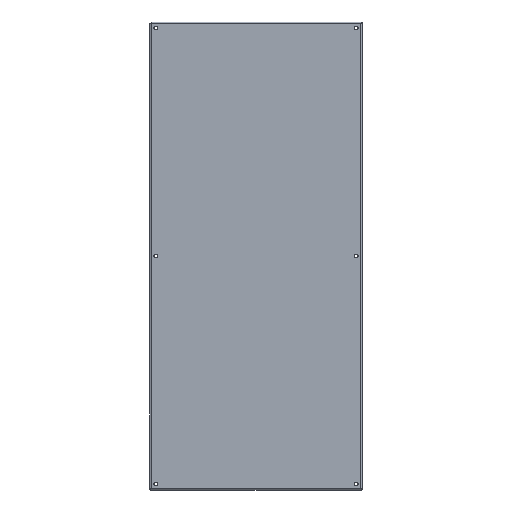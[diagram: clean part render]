
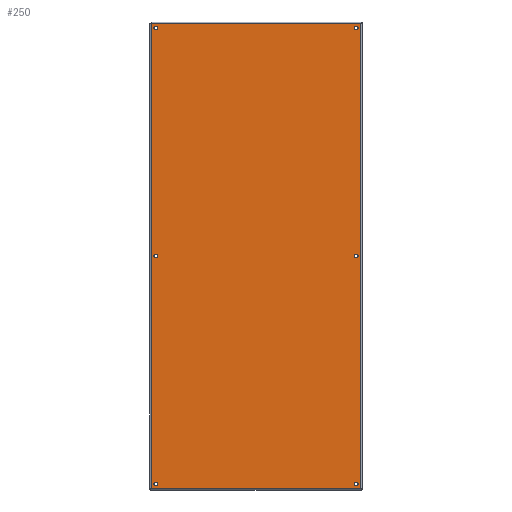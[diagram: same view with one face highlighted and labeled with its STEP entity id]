
A CAD part, front view. The second image highlights one B-rep face of the part: STEP entity #250.
In plain terms, the highlighted planar face has unit normal (0, -1, 0).
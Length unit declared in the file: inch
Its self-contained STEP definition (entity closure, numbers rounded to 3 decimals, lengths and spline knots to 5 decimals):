
#25 = CARTESIAN_POINT ( 'NONE',  ( -15.2525, 0., -33.815 ) ) ;
#34 = CIRCLE ( 'NONE', #2401, 0.28125 ) ;
#68 = CARTESIAN_POINT ( 'NONE',  ( 14.5625, 0., -0.28125 ) ) ;
#88 = EDGE_CURVE ( 'NONE', #2434, #2311, #285, .T. ) ;
#103 = CARTESIAN_POINT ( 'NONE',  ( 14.5625, 0., 32.84375 ) ) ;
#112 = EDGE_LOOP ( 'NONE', ( #2158, #1540 ) ) ;
#129 = ORIENTED_EDGE ( 'NONE', *, *, #1885, .T. ) ;
#132 = CIRCLE ( 'NONE', #806, 0.28125 ) ;
#182 = ORIENTED_EDGE ( 'NONE', *, *, #88, .T. ) ;
#187 = EDGE_CURVE ( 'NONE', #1894, #2131, #34, .T. ) ;
#198 = DIRECTION ( 'NONE',  ( 0., 1., 0. ) ) ;
#199 = DIRECTION ( 'NONE',  ( 0., 1., 0. ) ) ;
#204 = ORIENTED_EDGE ( 'NONE', *, *, #1334, .T. ) ;
#220 = CARTESIAN_POINT ( 'NONE',  ( -14.5625, 0., 33.40625 ) ) ;
#238 = ORIENTED_EDGE ( 'NONE', *, *, #419, .T. ) ;
#240 = ORIENTED_EDGE ( 'NONE', *, *, #526, .T. ) ;
#250 = ADVANCED_FACE ( 'NONE', ( #1873, #1674, #1367, #1956, #2133, #855, #710 ), #2109, .T. ) ;
#275 = EDGE_CURVE ( 'NONE', #1008, #347, #2346, .T. ) ;
#285 = CIRCLE ( 'NONE', #1705, 0.28125 ) ;
#294 = CARTESIAN_POINT ( 'NONE',  ( 15.2525, 0., -33.815 ) ) ;
#296 = AXIS2_PLACEMENT_3D ( 'NONE', #2116, #959, #393 ) ;
#297 = ORIENTED_EDGE ( 'NONE', *, *, #2396, .T. ) ;
#313 = ORIENTED_EDGE ( 'NONE', *, *, #1715, .T. ) ;
#330 = CARTESIAN_POINT ( 'NONE',  ( 14.5625, 0., -32.84375 ) ) ;
#333 = DIRECTION ( 'NONE',  ( 1., 0., 0. ) ) ;
#338 = CARTESIAN_POINT ( 'NONE',  ( 14.5625, 0., 33.125 ) ) ;
#347 = VERTEX_POINT ( 'NONE', #615 ) ;
#354 = AXIS2_PLACEMENT_3D ( 'NONE', #2242, #1488, #1675 ) ;
#355 = DIRECTION ( 'NONE',  ( 0., 0., 1. ) ) ;
#390 = AXIS2_PLACEMENT_3D ( 'NONE', #1007, #1582, #2374 ) ;
#393 = DIRECTION ( 'NONE',  ( 0., 0., -1. ) ) ;
#399 = ORIENTED_EDGE ( 'NONE', *, *, #633, .T. ) ;
#401 = DIRECTION ( 'NONE',  ( 0., 0., 1. ) ) ;
#419 = EDGE_CURVE ( 'NONE', #2286, #573, #1615, .T. ) ;
#424 = DIRECTION ( 'NONE',  ( 0., 1., 0. ) ) ;
#525 = VERTEX_POINT ( 'NONE', #1777 ) ;
#526 = EDGE_CURVE ( 'NONE', #347, #1008, #1442, .T. ) ;
#540 = DIRECTION ( 'NONE',  ( 0., 0., 1. ) ) ;
#573 = VERTEX_POINT ( 'NONE', #1030 ) ;
#590 = DIRECTION ( 'NONE',  ( 0., 0., 1. ) ) ;
#602 = EDGE_CURVE ( 'NONE', #2311, #2434, #1086, .T. ) ;
#604 = AXIS2_PLACEMENT_3D ( 'NONE', #1621, #2425, #1414 ) ;
#615 = CARTESIAN_POINT ( 'NONE',  ( -14.5625, 0., 32.84375 ) ) ;
#633 = EDGE_CURVE ( 'NONE', #848, #1491, #132, .T. ) ;
#643 = DIRECTION ( 'NONE',  ( 0., 1., 0. ) ) ;
#659 = EDGE_LOOP ( 'NONE', ( #2234, #129, #204, #238 ) ) ;
#707 = CARTESIAN_POINT ( 'NONE',  ( 14.5625, 0., -33.125 ) ) ;
#710 = FACE_BOUND ( 'NONE', #112, .T. ) ;
#759 = VERTEX_POINT ( 'NONE', #821 ) ;
#806 = AXIS2_PLACEMENT_3D ( 'NONE', #2168, #199, #590 ) ;
#814 = CARTESIAN_POINT ( 'NONE',  ( -14.5625, 0., 33.125 ) ) ;
#821 = CARTESIAN_POINT ( 'NONE',  ( 15.2525, 0., 33.815 ) ) ;
#848 = VERTEX_POINT ( 'NONE', #1015 ) ;
#855 = FACE_BOUND ( 'NONE', #1699, .T. ) ;
#873 = DIRECTION ( 'NONE',  ( -1., 0., 0. ) ) ;
#900 = EDGE_LOOP ( 'NONE', ( #1827, #240 ) ) ;
#911 = AXIS2_PLACEMENT_3D ( 'NONE', #1087, #2061, #2435 ) ;
#934 = CARTESIAN_POINT ( 'NONE',  ( -14.5625, 0., -33.40625 ) ) ;
#959 = DIRECTION ( 'NONE',  ( 0., -1., 0. ) ) ;
#999 = DIRECTION ( 'NONE',  ( 0., 1., 0. ) ) ;
#1007 = CARTESIAN_POINT ( 'NONE',  ( 14.5625, 0., -33.125 ) ) ;
#1008 = VERTEX_POINT ( 'NONE', #220 ) ;
#1010 = CARTESIAN_POINT ( 'NONE',  ( -14.5625, 0., 0. ) ) ;
#1015 = CARTESIAN_POINT ( 'NONE',  ( 14.5625, 0., 0.28125 ) ) ;
#1030 = CARTESIAN_POINT ( 'NONE',  ( 15.2525, 0., -33.815 ) ) ;
#1031 = LINE ( 'NONE', #1614, #1770 ) ;
#1063 = LINE ( 'NONE', #1638, #1508 ) ;
#1086 = CIRCLE ( 'NONE', #2364, 0.28125 ) ;
#1087 = CARTESIAN_POINT ( 'NONE',  ( 14.5625, 0., 33.125 ) ) ;
#1089 = VERTEX_POINT ( 'NONE', #330 ) ;
#1097 = DIRECTION ( 'NONE',  ( 0., 1., 0. ) ) ;
#1100 = EDGE_LOOP ( 'NONE', ( #1748, #182 ) ) ;
#1144 = CIRCLE ( 'NONE', #1496, 0.28125 ) ;
#1145 = CARTESIAN_POINT ( 'NONE',  ( -14.5625, 0., 33.125 ) ) ;
#1219 = VERTEX_POINT ( 'NONE', #2417 ) ;
#1274 = EDGE_CURVE ( 'NONE', #573, #759, #2355, .T. ) ;
#1287 = DIRECTION ( 'NONE',  ( 0., 0., 1. ) ) ;
#1288 = EDGE_LOOP ( 'NONE', ( #1604, #297 ) ) ;
#1289 = EDGE_LOOP ( 'NONE', ( #2329, #313 ) ) ;
#1334 = EDGE_CURVE ( 'NONE', #1981, #2286, #1031, .T. ) ;
#1367 = FACE_BOUND ( 'NONE', #1100, .T. ) ;
#1406 = DIRECTION ( 'NONE',  ( 0., 0., 1. ) ) ;
#1414 = DIRECTION ( 'NONE',  ( 0., 0., 1. ) ) ;
#1442 = CIRCLE ( 'NONE', #1880, 0.28125 ) ;
#1447 = EDGE_CURVE ( 'NONE', #525, #2181, #1144, .T. ) ;
#1469 = AXIS2_PLACEMENT_3D ( 'NONE', #707, #2251, #540 ) ;
#1481 = CIRCLE ( 'NONE', #1469, 0.28125 ) ;
#1488 = DIRECTION ( 'NONE',  ( 0., 1., 0. ) ) ;
#1489 = EDGE_CURVE ( 'NONE', #1491, #848, #2293, .T. ) ;
#1491 = VERTEX_POINT ( 'NONE', #68 ) ;
#1496 = AXIS2_PLACEMENT_3D ( 'NONE', #2315, #424, #1751 ) ;
#1497 = DIRECTION ( 'NONE',  ( 0., 1., 0. ) ) ;
#1508 = VECTOR ( 'NONE', #873, 39.37008 ) ;
#1540 = ORIENTED_EDGE ( 'NONE', *, *, #187, .T. ) ;
#1565 = DIRECTION ( 'NONE',  ( 0., 0., 1. ) ) ;
#1582 = DIRECTION ( 'NONE',  ( 0., 1., 0. ) ) ;
#1592 = CARTESIAN_POINT ( 'NONE',  ( -14.5625, 0., -0.28125 ) ) ;
#1604 = ORIENTED_EDGE ( 'NONE', *, *, #1648, .T. ) ;
#1614 = CARTESIAN_POINT ( 'NONE',  ( -15.2525, 0., -33.815 ) ) ;
#1615 = LINE ( 'NONE', #2262, #1763 ) ;
#1621 = CARTESIAN_POINT ( 'NONE',  ( 14.5625, 0., 0. ) ) ;
#1638 = CARTESIAN_POINT ( 'NONE',  ( -15.2525, 0., 33.815 ) ) ;
#1648 = EDGE_CURVE ( 'NONE', #1089, #1219, #1481, .T. ) ;
#1672 = EDGE_CURVE ( 'NONE', #2131, #1894, #1775, .T. ) ;
#1674 = FACE_BOUND ( 'NONE', #1289, .T. ) ;
#1675 = DIRECTION ( 'NONE',  ( 0., 0., 1. ) ) ;
#1699 = EDGE_LOOP ( 'NONE', ( #399, #1918 ) ) ;
#1705 = AXIS2_PLACEMENT_3D ( 'NONE', #2468, #1097, #355 ) ;
#1715 = EDGE_CURVE ( 'NONE', #2181, #525, #2173, .T. ) ;
#1717 = CARTESIAN_POINT ( 'NONE',  ( 14.5625, 0., 33.40625 ) ) ;
#1730 = DIRECTION ( 'NONE',  ( 0., 0., -1. ) ) ;
#1748 = ORIENTED_EDGE ( 'NONE', *, *, #602, .T. ) ;
#1751 = DIRECTION ( 'NONE',  ( 0., 0., 1. ) ) ;
#1763 = VECTOR ( 'NONE', #333, 39.37008 ) ;
#1770 = VECTOR ( 'NONE', #1730, 39.37008 ) ;
#1771 = CIRCLE ( 'NONE', #390, 0.28125 ) ;
#1775 = CIRCLE ( 'NONE', #911, 0.28125 ) ;
#1777 = CARTESIAN_POINT ( 'NONE',  ( -14.5625, 0., -32.84375 ) ) ;
#1827 = ORIENTED_EDGE ( 'NONE', *, *, #275, .T. ) ;
#1865 = CARTESIAN_POINT ( 'NONE',  ( -15.2525, 0., 33.815 ) ) ;
#1873 = FACE_OUTER_BOUND ( 'NONE', #659, .T. ) ;
#1880 = AXIS2_PLACEMENT_3D ( 'NONE', #814, #643, #1565 ) ;
#1885 = EDGE_CURVE ( 'NONE', #759, #1981, #1063, .T. ) ;
#1894 = VERTEX_POINT ( 'NONE', #103 ) ;
#1918 = ORIENTED_EDGE ( 'NONE', *, *, #1489, .T. ) ;
#1940 = CARTESIAN_POINT ( 'NONE',  ( -14.5625, 0., 0.28125 ) ) ;
#1956 = FACE_BOUND ( 'NONE', #900, .T. ) ;
#1981 = VERTEX_POINT ( 'NONE', #1865 ) ;
#1988 = VECTOR ( 'NONE', #2198, 39.37008 ) ;
#2061 = DIRECTION ( 'NONE',  ( 0., 1., 0. ) ) ;
#2109 = PLANE ( 'NONE',  #296 ) ;
#2116 = CARTESIAN_POINT ( 'NONE',  ( -15.2525, 0., -33.815 ) ) ;
#2131 = VERTEX_POINT ( 'NONE', #1717 ) ;
#2133 = FACE_BOUND ( 'NONE', #1288, .T. ) ;
#2158 = ORIENTED_EDGE ( 'NONE', *, *, #1672, .T. ) ;
#2168 = CARTESIAN_POINT ( 'NONE',  ( 14.5625, 0., 0. ) ) ;
#2173 = CIRCLE ( 'NONE', #354, 0.28125 ) ;
#2181 = VERTEX_POINT ( 'NONE', #934 ) ;
#2198 = DIRECTION ( 'NONE',  ( 0., 0., 1. ) ) ;
#2234 = ORIENTED_EDGE ( 'NONE', *, *, #1274, .T. ) ;
#2238 = AXIS2_PLACEMENT_3D ( 'NONE', #1145, #198, #401 ) ;
#2242 = CARTESIAN_POINT ( 'NONE',  ( -14.5625, 0., -33.125 ) ) ;
#2251 = DIRECTION ( 'NONE',  ( 0., 1., 0. ) ) ;
#2262 = CARTESIAN_POINT ( 'NONE',  ( -15.2525, 0., -33.815 ) ) ;
#2286 = VERTEX_POINT ( 'NONE', #25 ) ;
#2293 = CIRCLE ( 'NONE', #604, 0.28125 ) ;
#2311 = VERTEX_POINT ( 'NONE', #1940 ) ;
#2315 = CARTESIAN_POINT ( 'NONE',  ( -14.5625, 0., -33.125 ) ) ;
#2329 = ORIENTED_EDGE ( 'NONE', *, *, #1447, .T. ) ;
#2346 = CIRCLE ( 'NONE', #2238, 0.28125 ) ;
#2355 = LINE ( 'NONE', #294, #1988 ) ;
#2364 = AXIS2_PLACEMENT_3D ( 'NONE', #1010, #999, #1406 ) ;
#2374 = DIRECTION ( 'NONE',  ( 0., 0., 1. ) ) ;
#2396 = EDGE_CURVE ( 'NONE', #1219, #1089, #1771, .T. ) ;
#2401 = AXIS2_PLACEMENT_3D ( 'NONE', #338, #1497, #1287 ) ;
#2417 = CARTESIAN_POINT ( 'NONE',  ( 14.5625, 0., -33.40625 ) ) ;
#2425 = DIRECTION ( 'NONE',  ( 0., 1., 0. ) ) ;
#2434 = VERTEX_POINT ( 'NONE', #1592 ) ;
#2435 = DIRECTION ( 'NONE',  ( 0., 0., 1. ) ) ;
#2468 = CARTESIAN_POINT ( 'NONE',  ( -14.5625, 0., 0. ) ) ;
